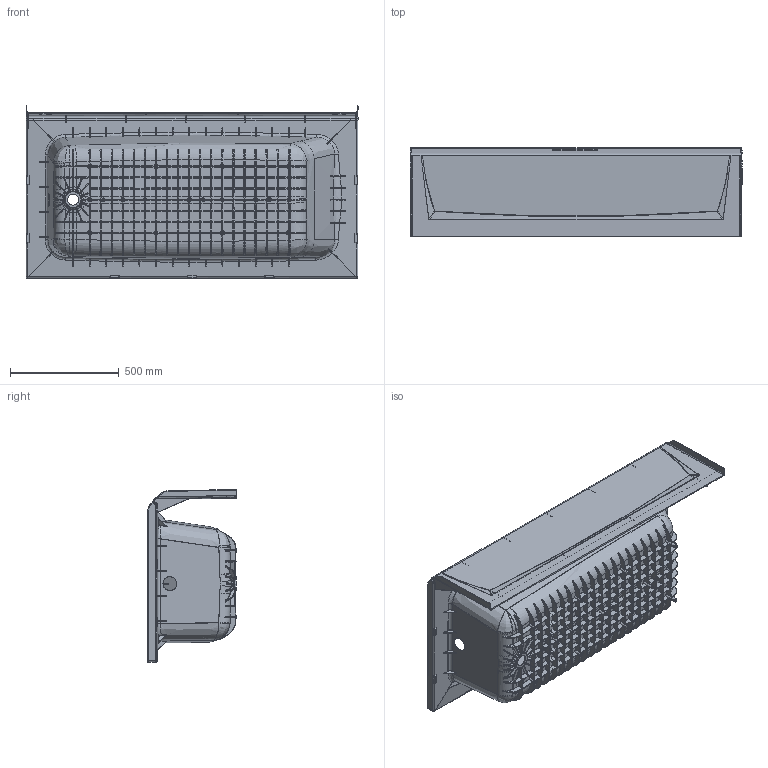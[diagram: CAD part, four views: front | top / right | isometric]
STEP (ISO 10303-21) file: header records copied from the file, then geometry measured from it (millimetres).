
FILE_DESCRIPTION (( 'STEP AP203' ), '1' );
FILE_NAME ('VP6030CTL.STEP', '2023-05-23T15:27:22', ( '' ), ( '' ), 'SwSTEP 2.0', 'SolidWorks 2020', '' );
FILE_SCHEMA (( 'CONFIG_CONTROL_DESIGN' ));
Products named in the file (1): VP6030CTL
Bounding box: 1523.99 x 406.57 x 793.84 mm (x, y, z)
Volume: 11624874.7 mm3; surface area: 6244910.1 mm2
Topology: 1 solids, 1 shells, 8654 faces, 20969 edges, 12113 vertices
Faces by surface type: bspline 4075, cylinder 2477, plane 1550, cone 552
Entity records: 484993 total; most frequent: CARTESIAN_POINT 323422, ORIENTED_EDGE 41342, DIRECTION 22021, EDGE_CURVE 20671, VERTEX_POINT 12113, B_SPLINE_CURVE_WITH_KNOTS 10781, EDGE_LOOP 8752, FACE_OUTER_BOUND 8654
